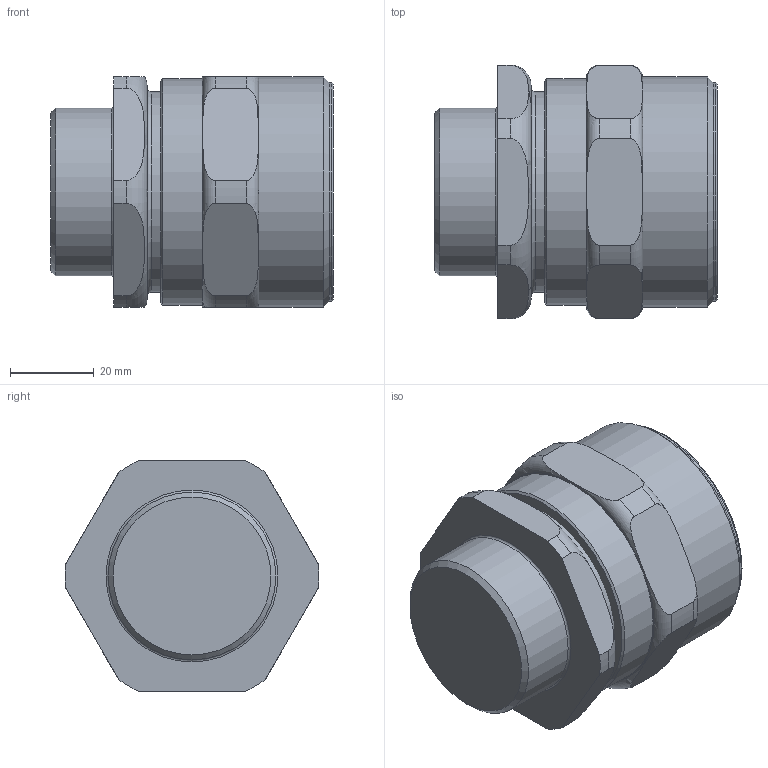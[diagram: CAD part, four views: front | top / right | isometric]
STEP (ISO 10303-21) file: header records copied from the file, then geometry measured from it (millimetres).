
FILE_DESCRIPTION(/* description */ (''),/* implementation_level */ '2;1');
FILE_NAME(/* name */ '150 RAC C2.stp',/* time_stamp */ '2019-08-06T11:03:28+06:00',/* author */ ('vinaykumark'),/* organization */ (''),/* preprocessor_version */ 'ST-DEVELOPER v16.13',/* originating_system */ 'Autodesk Inventor 2018',/* authorisation */ '');
FILE_SCHEMA (('AUTOMOTIVE_DESIGN { 1 0 10303 214 3 1 1 }'));
Length unit declared in the file: millimetre
Products named in the file (1): 150 RAC A
Bounding box: 67.4 x 60.57 x 55 mm (x, y, z)
Volume: 214472.3 mm3; surface area: 37746.8 mm2
Topology: 6 solids, 6 shells, 136 faces, 290 edges, 168 vertices
Faces by surface type: torus 41, cylinder 36, cone 29, plane 26, sphere 4
Full cylindrical faces by diameter (mm): 0.8 x12, 32.5 x1, 40 x1, 41.45 x1, 46.9 x1, 47.6 x3, 47.9 x1, 50.68 x1, 52.11 x1, 53.95 x1, 54.87 x1
Entity records: 3513 total; most frequent: CARTESIAN_POINT 897, DIRECTION 560, ORIENTED_EDGE 352, AXIS2_PLACEMENT_3D 265, EDGE_LOOP 236, EDGE_CURVE 176, VERTEX_POINT 152, FACE_OUTER_BOUND 136
